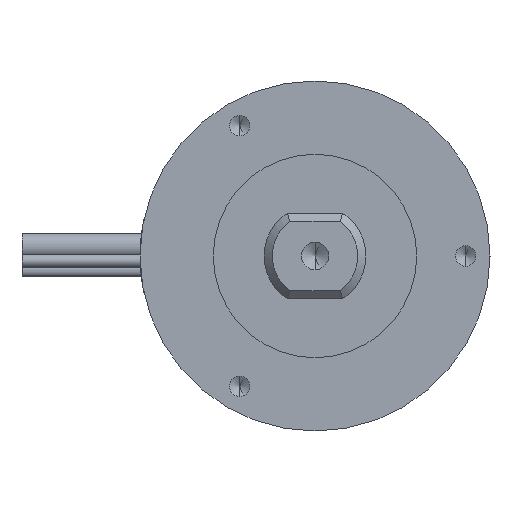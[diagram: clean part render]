
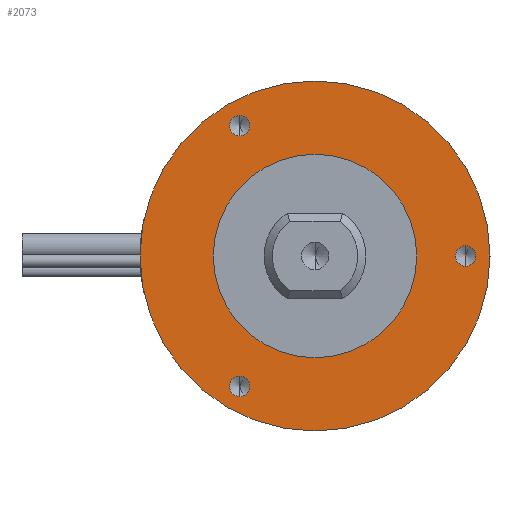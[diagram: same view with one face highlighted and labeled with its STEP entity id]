
A CAD part, left-side view. The second image highlights one B-rep face of the part: STEP entity #2073.
In plain terms, the highlighted planar face has unit normal (-1, 0, 0).
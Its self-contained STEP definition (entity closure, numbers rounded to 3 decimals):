
#68 = AXIS2_PLACEMENT_3D ( 'NONE', #717, #3046, #1041 ) ;
#172 = CARTESIAN_POINT ( 'NONE',  ( 36., 18.5, 32.043 ) ) ;
#233 = EDGE_CURVE ( 'NONE', #1042, #699, #743, .T. ) ;
#253 = DIRECTION ( 'NONE',  ( -1., 0., 0. ) ) ;
#274 = VERTEX_POINT ( 'NONE', #754 ) ;
#408 = CARTESIAN_POINT ( 'NONE',  ( 36., 0., 23.5 ) ) ;
#426 = FACE_BOUND ( 'NONE', #1145, .T. ) ;
#448 = AXIS2_PLACEMENT_3D ( 'NONE', #554, #2891, #892 ) ;
#452 = AXIS2_PLACEMENT_3D ( 'NONE', #2233, #253, #2572 ) ;
#474 = CARTESIAN_POINT ( 'NONE',  ( 36., 23.5, 0. ) ) ;
#508 = VERTEX_POINT ( 'NONE', #3236 ) ;
#554 = CARTESIAN_POINT ( 'NONE',  ( 36., 18.5, 32.043 ) ) ;
#562 = EDGE_CURVE ( 'NONE', #699, #1042, #1670, .T. ) ;
#579 = CARTESIAN_POINT ( 'NONE',  ( 36., 0., 0. ) ) ;
#644 = EDGE_CURVE ( 'NONE', #508, #4245, #1141, .T. ) ;
#645 = EDGE_LOOP ( 'NONE', ( #1542, #2027 ) ) ;
#699 = VERTEX_POINT ( 'NONE', #4026 ) ;
#717 = CARTESIAN_POINT ( 'NONE',  ( 36., 0., 0. ) ) ;
#743 = CIRCLE ( 'NONE', #1127, 2.5 ) ;
#754 = CARTESIAN_POINT ( 'NONE',  ( 36., -37., 2.5 ) ) ;
#773 = ORIENTED_EDGE ( 'NONE', *, *, #4013, .F. ) ;
#849 = FACE_BOUND ( 'NONE', #1332, .T. ) ;
#875 = VERTEX_POINT ( 'NONE', #1831 ) ;
#879 = ORIENTED_EDGE ( 'NONE', *, *, #562, .F. ) ;
#892 = DIRECTION ( 'NONE',  ( 0., 0., 1. ) ) ;
#896 = DIRECTION ( 'NONE',  ( 0., 0., 1. ) ) ;
#916 = DIRECTION ( 'NONE',  ( 0., 0., 1. ) ) ;
#947 = CARTESIAN_POINT ( 'NONE',  ( 36., 18.5, -32.043 ) ) ;
#974 = EDGE_CURVE ( 'NONE', #875, #2533, #2834, .T. ) ;
#987 = CIRCLE ( 'NONE', #3411, 2.5 ) ;
#1041 = DIRECTION ( 'NONE',  ( 0., 0., 1. ) ) ;
#1042 = VERTEX_POINT ( 'NONE', #3881 ) ;
#1051 = ORIENTED_EDGE ( 'NONE', *, *, #3316, .F. ) ;
#1127 = AXIS2_PLACEMENT_3D ( 'NONE', #1733, #4028, #2059 ) ;
#1141 = CIRCLE ( 'NONE', #68, 43. ) ;
#1145 = EDGE_LOOP ( 'NONE', ( #1872, #879 ) ) ;
#1188 = CARTESIAN_POINT ( 'NONE',  ( 36., 0., 0. ) ) ;
#1200 = FACE_OUTER_BOUND ( 'NONE', #2899, .T. ) ;
#1280 = DIRECTION ( 'NONE',  ( 0., 0., 1. ) ) ;
#1288 = DIRECTION ( 'NONE',  ( -1., 0., 0. ) ) ;
#1303 = FACE_BOUND ( 'NONE', #3502, .T. ) ;
#1331 = ORIENTED_EDGE ( 'NONE', *, *, #3928, .F. ) ;
#1332 = EDGE_LOOP ( 'NONE', ( #1051, #2647 ) ) ;
#1477 = PLANE ( 'NONE',  #2518 ) ;
#1536 = DIRECTION ( 'NONE',  ( 0., 0., 1. ) ) ;
#1542 = ORIENTED_EDGE ( 'NONE', *, *, #974, .F. ) ;
#1619 = DIRECTION ( 'NONE',  ( -1., 0., 0. ) ) ;
#1670 = CIRCLE ( 'NONE', #3268, 2.5 ) ;
#1733 = CARTESIAN_POINT ( 'NONE',  ( 36., 18.5, -32.043 ) ) ;
#1735 = ORIENTED_EDGE ( 'NONE', *, *, #644, .T. ) ;
#1806 = DIRECTION ( 'NONE',  ( 0., 0., -1. ) ) ;
#1807 = AXIS2_PLACEMENT_3D ( 'NONE', #579, #2912, #916 ) ;
#1831 = CARTESIAN_POINT ( 'NONE',  ( 36., 18.5, 34.543 ) ) ;
#1872 = ORIENTED_EDGE ( 'NONE', *, *, #233, .F. ) ;
#2001 = DIRECTION ( 'NONE',  ( 0., 0., 1. ) ) ;
#2027 = ORIENTED_EDGE ( 'NONE', *, *, #2125, .F. ) ;
#2035 = CARTESIAN_POINT ( 'NONE',  ( 36., 18.5, 29.543 ) ) ;
#2059 = DIRECTION ( 'NONE',  ( 0., 0., 1. ) ) ;
#2073 = ADVANCED_FACE ( 'NONE', ( #426, #2977, #1303, #849, #1200 ), #1477, .F. ) ;
#2123 = CIRCLE ( 'NONE', #3819, 43. ) ;
#2125 = EDGE_CURVE ( 'NONE', #2533, #875, #987, .T. ) ;
#2233 = CARTESIAN_POINT ( 'NONE',  ( 36., -37., 0. ) ) ;
#2278 = VERTEX_POINT ( 'NONE', #3978 ) ;
#2441 = AXIS2_PLACEMENT_3D ( 'NONE', #3280, #1288, #3604 ) ;
#2485 = EDGE_CURVE ( 'NONE', #2278, #3132, #4140, .T. ) ;
#2518 = AXIS2_PLACEMENT_3D ( 'NONE', #474, #3782, #1806 ) ;
#2533 = VERTEX_POINT ( 'NONE', #2035 ) ;
#2572 = DIRECTION ( 'NONE',  ( 0., 0., 1. ) ) ;
#2577 = AXIS2_PLACEMENT_3D ( 'NONE', #2723, #2753, #896 ) ;
#2647 = ORIENTED_EDGE ( 'NONE', *, *, #2485, .F. ) ;
#2723 = CARTESIAN_POINT ( 'NONE',  ( 36., 0., 0. ) ) ;
#2753 = DIRECTION ( 'NONE',  ( -1., 0., 0. ) ) ;
#2790 = EDGE_CURVE ( 'NONE', #4245, #508, #2123, .T. ) ;
#2834 = CIRCLE ( 'NONE', #448, 2.5 ) ;
#2891 = DIRECTION ( 'NONE',  ( -1., 0., 0. ) ) ;
#2899 = EDGE_LOOP ( 'NONE', ( #3706, #1735 ) ) ;
#2912 = DIRECTION ( 'NONE',  ( -1., 0., 0. ) ) ;
#2977 = FACE_BOUND ( 'NONE', #645, .T. ) ;
#3046 = DIRECTION ( 'NONE',  ( -1., 0., 0. ) ) ;
#3120 = CIRCLE ( 'NONE', #1807, 23.5 ) ;
#3132 = VERTEX_POINT ( 'NONE', #408 ) ;
#3236 = CARTESIAN_POINT ( 'NONE',  ( 36., 0., -43. ) ) ;
#3258 = CIRCLE ( 'NONE', #2441, 2.5 ) ;
#3260 = DIRECTION ( 'NONE',  ( -1., 0., 0. ) ) ;
#3268 = AXIS2_PLACEMENT_3D ( 'NONE', #947, #3260, #1280 ) ;
#3280 = CARTESIAN_POINT ( 'NONE',  ( 36., -37., 0. ) ) ;
#3316 = EDGE_CURVE ( 'NONE', #3132, #2278, #3120, .T. ) ;
#3343 = CARTESIAN_POINT ( 'NONE',  ( 36., -37., -2.5 ) ) ;
#3411 = AXIS2_PLACEMENT_3D ( 'NONE', #172, #1619, #2001 ) ;
#3502 = EDGE_LOOP ( 'NONE', ( #773, #1331 ) ) ;
#3506 = DIRECTION ( 'NONE',  ( -1., 0., 0. ) ) ;
#3550 = VERTEX_POINT ( 'NONE', #3343 ) ;
#3604 = DIRECTION ( 'NONE',  ( 0., 0., 1. ) ) ;
#3666 = CIRCLE ( 'NONE', #452, 2.5 ) ;
#3706 = ORIENTED_EDGE ( 'NONE', *, *, #2790, .T. ) ;
#3782 = DIRECTION ( 'NONE',  ( 1., 0., 0. ) ) ;
#3819 = AXIS2_PLACEMENT_3D ( 'NONE', #1188, #3506, #1536 ) ;
#3881 = CARTESIAN_POINT ( 'NONE',  ( 36., 18.5, -29.543 ) ) ;
#3928 = EDGE_CURVE ( 'NONE', #3550, #274, #3666, .T. ) ;
#3978 = CARTESIAN_POINT ( 'NONE',  ( 36., 0., -23.5 ) ) ;
#4013 = EDGE_CURVE ( 'NONE', #274, #3550, #3258, .T. ) ;
#4026 = CARTESIAN_POINT ( 'NONE',  ( 36., 18.5, -34.543 ) ) ;
#4028 = DIRECTION ( 'NONE',  ( -1., 0., 0. ) ) ;
#4122 = CARTESIAN_POINT ( 'NONE',  ( 36., 0., 43. ) ) ;
#4140 = CIRCLE ( 'NONE', #2577, 23.5 ) ;
#4245 = VERTEX_POINT ( 'NONE', #4122 ) ;
